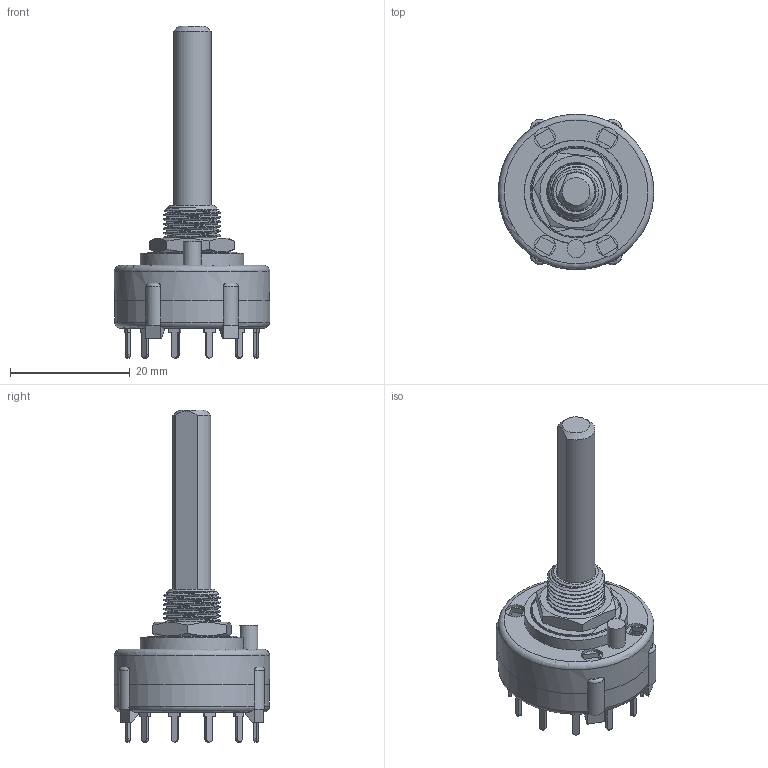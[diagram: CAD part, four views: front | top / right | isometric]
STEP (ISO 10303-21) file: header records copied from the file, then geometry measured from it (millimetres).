
FILE_DESCRIPTION(/* description */ ('Unknown'),/* implementation_level */ '2;1');
FILE_NAME(/* name */ 'SR2612F-0112-38F5B-D8-S',/* time_stamp */ '2025-06-23T07:17:57+02:00',/* author */ ('Unknown'),/* organization */ ('Unknown'),/* preprocessor_version */ 'ST-DEVELOPER v18.102',/* originating_system */ 'Solid Edge',/* authorisation */ 'Unknown');
FILE_SCHEMA (('CONFIG_CONTROL_DESIGN'));
Length unit declared in the file: millimetre
Products named in the file (1): SR2612F-0112-38F5B-D8-S
Bounding box: 25.99 x 25.98 x 55.5 mm (x, y, z)
Volume: 3814.7 mm3; surface area: 5784.8 mm2
Topology: 1 solids, 2 shells, 608 faces, 1609 edges, 1027 vertices
Faces by surface type: plane 427, cylinder 142, bspline 19, torus 13, cone 6, sphere 1
Full cylindrical faces by diameter (mm): 3 x1, 3.55 x4, 6.7 x1, 9.5 x1, 10.25 x1, 10.312 x1, 15 x1, 15.3 x1, 24 x1, 26 x1
Entity records: 25459 total; most frequent: CARTESIAN_POINT 6278, ORIENTED_EDGE 3152, DIRECTION 2940, EDGE_CURVE 1576, LINE 1098, VECTOR 1098, VERTEX_POINT 1014, AXIS2_PLACEMENT_3D 921
